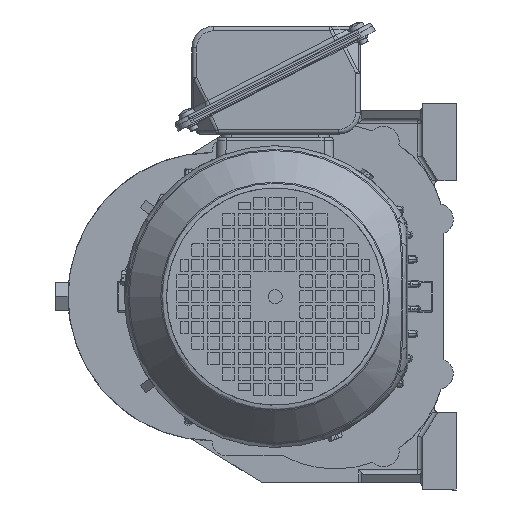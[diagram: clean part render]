
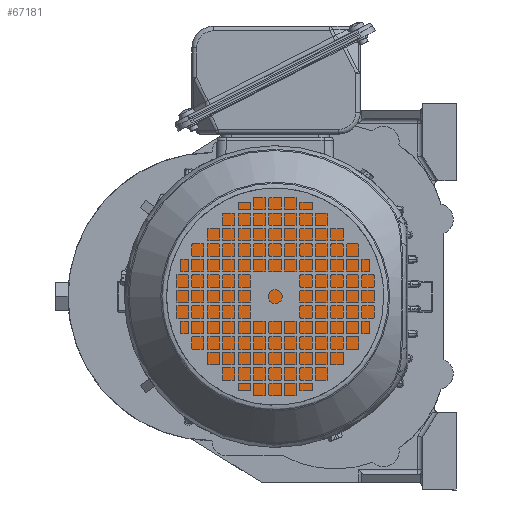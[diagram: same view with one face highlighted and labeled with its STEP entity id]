
A CAD part, left-side view. The second image highlights one B-rep face of the part: STEP entity #67181.
In plain terms, the highlighted planar face has unit normal (-1, 0, 0).
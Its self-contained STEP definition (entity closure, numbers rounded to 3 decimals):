
#894 = CARTESIAN_POINT ( 'NONE',  ( -1270.843, -481.879, -325.566 ) ) ;
#9543 = DIRECTION ( 'NONE',  ( 0., -1., 0. ) ) ;
#9618 = CARTESIAN_POINT ( 'NONE',  ( -1270.843, -404.679, -325.566 ) ) ;
#19115 = PLANE ( 'NONE',  #139952 ) ;
#20537 = FACE_OUTER_BOUND ( 'NONE', #74218, .T. ) ;
#41339 = AXIS2_PLACEMENT_3D ( 'NONE', #894, #45026, #9543 ) ;
#45026 = DIRECTION ( 'NONE',  ( 1., 0., 0. ) ) ;
#67181 = ADVANCED_FACE ( 'NONE', ( #20537 ), #19115, .F. ) ;
#74218 = EDGE_LOOP ( 'NONE', ( #99354 ) ) ;
#96491 = DIRECTION ( 'NONE',  ( 1., 0., 0. ) ) ;
#97035 = CARTESIAN_POINT ( 'NONE',  ( -1270.843, -560.879, -325.566 ) ) ;
#99354 = ORIENTED_EDGE ( 'NONE', *, *, #118020, .F. ) ;
#112115 = DIRECTION ( 'NONE',  ( 0., -1., 0. ) ) ;
#118020 = EDGE_CURVE ( 'NONE', #141185, #141185, #133734, .T. ) ;
#133734 = CIRCLE ( 'NONE', #41339, 79. ) ;
#139952 = AXIS2_PLACEMENT_3D ( 'NONE', #9618, #96491, #112115 ) ;
#141185 = VERTEX_POINT ( 'NONE', #97035 ) ;
